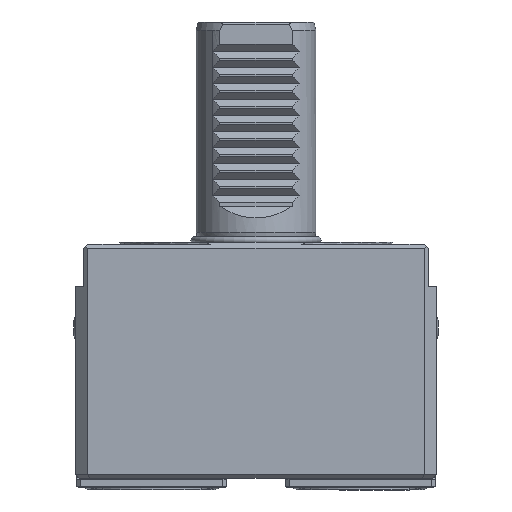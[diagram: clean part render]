
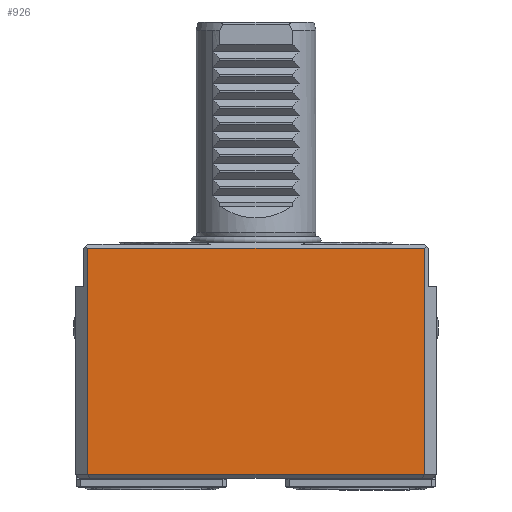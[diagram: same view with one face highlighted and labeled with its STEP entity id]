
A CAD part, front view. The second image highlights one B-rep face of the part: STEP entity #926.
In plain terms, the highlighted planar face has unit normal (0, -1, 0).
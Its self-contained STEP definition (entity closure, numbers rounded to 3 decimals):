
#165=LINE('',#5423,#474);
#201=LINE('',#5509,#510);
#202=LINE('',#5511,#511);
#203=LINE('',#5513,#512);
#474=VECTOR('',#4010,1.);
#510=VECTOR('',#4082,1.);
#511=VECTOR('',#4083,1.);
#512=VECTOR('',#4084,1.);
#926=ADVANCED_FACE('',(#1252),#1103,.F.);
#1103=PLANE('',#3536);
#1252=FACE_OUTER_BOUND('',#1431,.T.);
#1431=EDGE_LOOP('',(#1903,#1904,#1905,#1906));
#1903=ORIENTED_EDGE('',*,*,#3007,.T.);
#1904=ORIENTED_EDGE('',*,*,#3008,.T.);
#1905=ORIENTED_EDGE('',*,*,#3009,.F.);
#1906=ORIENTED_EDGE('',*,*,#2965,.T.);
#2613=VERTEX_POINT('',#5422);
#2614=VERTEX_POINT('',#5424);
#2646=VERTEX_POINT('',#5510);
#2647=VERTEX_POINT('',#5512);
#2965=EDGE_CURVE('',#2614,#2613,#165,.T.);
#3007=EDGE_CURVE('',#2613,#2646,#201,.T.);
#3008=EDGE_CURVE('',#2646,#2647,#202,.T.);
#3009=EDGE_CURVE('',#2614,#2647,#203,.T.);
#3536=AXIS2_PLACEMENT_3D('',#5514,#4085,#4086);
#4010=DIRECTION('',(1.,0.,0.));
#4082=DIRECTION('',(0.,0.,1.));
#4083=DIRECTION('',(-1.,0.,0.));
#4084=DIRECTION('',(0.,0.,1.));
#4085=DIRECTION('',(0.,1.,0.));
#4086=DIRECTION('',(1.,0.,0.));
#5422=CARTESIAN_POINT('',(42.,-33.,-58.));
#5423=CARTESIAN_POINT('',(42.,-33.,-58.));
#5424=CARTESIAN_POINT('',(-42.,-33.,-58.));
#5509=CARTESIAN_POINT('',(42.,-33.,-59.));
#5510=CARTESIAN_POINT('',(42.,-33.,-1.5));
#5511=CARTESIAN_POINT('',(-42.,-33.,-1.5));
#5512=CARTESIAN_POINT('',(-42.,-33.,-1.5));
#5513=CARTESIAN_POINT('',(-42.,-33.,-59.));
#5514=CARTESIAN_POINT('',(42.,-33.,-59.));
